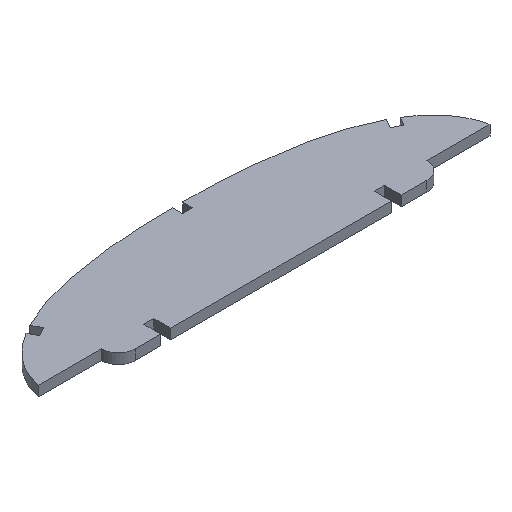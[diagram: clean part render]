
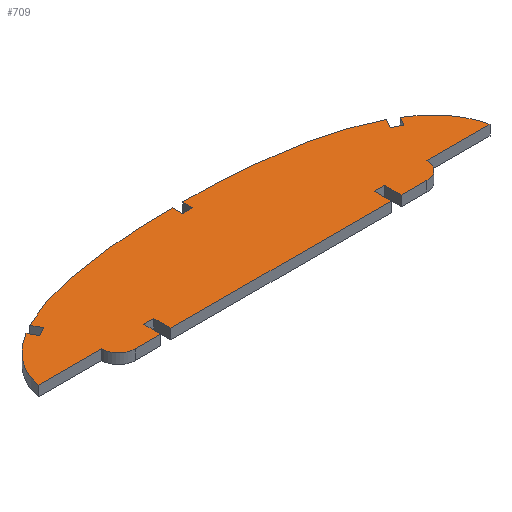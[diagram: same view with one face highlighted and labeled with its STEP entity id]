
A CAD part, isometric view. The second image highlights one B-rep face of the part: STEP entity #709.
In plain terms, the highlighted planar face has unit normal (0, 0, 1).
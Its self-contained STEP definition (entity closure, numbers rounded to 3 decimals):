
#45=CARTESIAN_POINT('Vertex',(133.249,195.,6.)) ;
#60=CARTESIAN_POINT('Vertex',(110.353,225.077,6.)) ;
#64=CARTESIAN_POINT('Control Point',(133.249,195.,6.)) ;
#65=CARTESIAN_POINT('Control Point',(130.52,207.125,6.)) ;
#66=CARTESIAN_POINT('Control Point',(123.765,216.398,6.)) ;
#67=CARTESIAN_POINT('Control Point',(110.353,225.077,6.)) ;
#92=CARTESIAN_POINT('Vertex',(107.37,219.871,6.)) ;
#95=CARTESIAN_POINT('Line Origine',(108.861,222.474,6.)) ;
#123=CARTESIAN_POINT('Vertex',(102.164,222.853,6.)) ;
#126=CARTESIAN_POINT('Line Origine',(104.767,221.362,6.)) ;
#154=CARTESIAN_POINT('Vertex',(105.146,228.059,6.)) ;
#157=CARTESIAN_POINT('Line Origine',(103.655,225.456,6.)) ;
#189=CARTESIAN_POINT('Vertex',(3.001,245.987,6.)) ;
#193=CARTESIAN_POINT('Control Point',(105.146,228.059,6.)) ;
#194=CARTESIAN_POINT('Control Point',(79.432,241.875,6.)) ;
#195=CARTESIAN_POINT('Control Point',(37.569,245.987,6.)) ;
#196=CARTESIAN_POINT('Control Point',(3.001,245.987,6.)) ;
#221=CARTESIAN_POINT('Vertex',(3.,239.987,6.)) ;
#224=CARTESIAN_POINT('Line Origine',(3.,242.987,6.)) ;
#252=CARTESIAN_POINT('Vertex',(-3.,239.987,6.)) ;
#255=CARTESIAN_POINT('Line Origine',(0.,239.987,6.)) ;
#285=CARTESIAN_POINT('Vertex',(65.,185.,6.)) ;
#288=CARTESIAN_POINT('Line Origine',(0.,185.,6.)) ;
#292=CARTESIAN_POINT('Vertex',(-65.,185.,6.)) ;
#323=CARTESIAN_POINT('Vertex',(65.,195.,6.)) ;
#326=CARTESIAN_POINT('Line Origine',(65.,190.,6.)) ;
#354=CARTESIAN_POINT('Vertex',(71.,195.,6.)) ;
#357=CARTESIAN_POINT('Line Origine',(68.,195.,6.)) ;
#385=CARTESIAN_POINT('Vertex',(71.,185.,6.)) ;
#388=CARTESIAN_POINT('Line Origine',(71.,190.,6.)) ;
#411=CARTESIAN_POINT('Vertex',(86.,185.,6.)) ;
#414=CARTESIAN_POINT('Line Origine',(78.5,185.,6.)) ;
#442=CARTESIAN_POINT('Vertex',(96.,195.,6.)) ;
#445=CARTESIAN_POINT('Axis2P3D Location',(86.,195.,6.)) ;
#462=CARTESIAN_POINT('Line Origine',(114.624,195.,6.)) ;
#592=CARTESIAN_POINT('Axis2P3D Location',(0.,0.,6.)) ;
#597=CARTESIAN_POINT('Line Origine',(-3.,242.987,6.)) ;
#601=CARTESIAN_POINT('Vertex',(-3.001,245.987,6.)) ;
#605=CARTESIAN_POINT('Control Point',(-105.146,228.059,6.)) ;
#606=CARTESIAN_POINT('Control Point',(-79.432,241.875,6.)) ;
#607=CARTESIAN_POINT('Control Point',(-37.569,245.987,6.)) ;
#608=CARTESIAN_POINT('Control Point',(-3.001,245.987,6.)) ;
#609=CARTESIAN_POINT('Vertex',(-105.146,228.059,6.)) ;
#612=CARTESIAN_POINT('Line Origine',(-103.655,225.456,6.)) ;
#616=CARTESIAN_POINT('Vertex',(-102.164,222.853,6.)) ;
#619=CARTESIAN_POINT('Line Origine',(-104.767,221.362,6.)) ;
#623=CARTESIAN_POINT('Vertex',(-107.37,219.871,6.)) ;
#626=CARTESIAN_POINT('Line Origine',(-108.861,222.474,6.)) ;
#630=CARTESIAN_POINT('Vertex',(-110.353,225.077,6.)) ;
#634=CARTESIAN_POINT('Control Point',(-133.249,195.,6.)) ;
#635=CARTESIAN_POINT('Control Point',(-130.52,207.125,6.)) ;
#636=CARTESIAN_POINT('Control Point',(-123.765,216.398,6.)) ;
#637=CARTESIAN_POINT('Control Point',(-110.353,225.077,6.)) ;
#638=CARTESIAN_POINT('Vertex',(-133.249,195.,6.)) ;
#641=CARTESIAN_POINT('Line Origine',(-114.624,195.,6.)) ;
#645=CARTESIAN_POINT('Vertex',(-96.,195.,6.)) ;
#648=CARTESIAN_POINT('Axis2P3D Location',(-86.,195.,6.)) ;
#652=CARTESIAN_POINT('Vertex',(-86.,185.,6.)) ;
#655=CARTESIAN_POINT('Line Origine',(-78.5,185.,6.)) ;
#659=CARTESIAN_POINT('Vertex',(-71.,185.,6.)) ;
#662=CARTESIAN_POINT('Line Origine',(-71.,190.,6.)) ;
#666=CARTESIAN_POINT('Vertex',(-71.,195.,6.)) ;
#669=CARTESIAN_POINT('Line Origine',(-68.,195.,6.)) ;
#673=CARTESIAN_POINT('Vertex',(-65.,195.,6.)) ;
#676=CARTESIAN_POINT('Line Origine',(-65.,190.,6.)) ;
#97=VECTOR('Line Direction',#96,1.) ;
#128=VECTOR('Line Direction',#127,1.) ;
#159=VECTOR('Line Direction',#158,1.) ;
#226=VECTOR('Line Direction',#225,1.) ;
#257=VECTOR('Line Direction',#256,1.) ;
#290=VECTOR('Line Direction',#289,1.) ;
#328=VECTOR('Line Direction',#327,1.) ;
#359=VECTOR('Line Direction',#358,1.) ;
#390=VECTOR('Line Direction',#389,1.) ;
#416=VECTOR('Line Direction',#415,1.) ;
#464=VECTOR('Line Direction',#463,1.) ;
#599=VECTOR('Line Direction',#598,1.) ;
#614=VECTOR('Line Direction',#613,1.) ;
#621=VECTOR('Line Direction',#620,1.) ;
#628=VECTOR('Line Direction',#627,1.) ;
#643=VECTOR('Line Direction',#642,1.) ;
#657=VECTOR('Line Direction',#656,1.) ;
#664=VECTOR('Line Direction',#663,1.) ;
#671=VECTOR('Line Direction',#670,1.) ;
#678=VECTOR('Line Direction',#677,1.) ;
#96=DIRECTION('Vector Direction',(-0.497,-0.868,0.)) ;
#127=DIRECTION('Vector Direction',(0.868,-0.497,0.)) ;
#158=DIRECTION('Vector Direction',(-0.497,-0.868,0.)) ;
#225=DIRECTION('Vector Direction',(0.,-1.,0.)) ;
#256=DIRECTION('Vector Direction',(-1.,0.,0.)) ;
#289=DIRECTION('Vector Direction',(1.,0.,0.)) ;
#327=DIRECTION('Vector Direction',(0.,1.,0.)) ;
#358=DIRECTION('Vector Direction',(1.,0.,0.)) ;
#389=DIRECTION('Vector Direction',(0.,-1.,0.)) ;
#415=DIRECTION('Vector Direction',(1.,0.,0.)) ;
#446=DIRECTION('Axis2P3D Direction',(0.,0.,1.)) ;
#463=DIRECTION('Vector Direction',(-1.,0.,0.)) ;
#593=DIRECTION('Axis2P3D Direction',(0.,0.,1.)) ;
#594=DIRECTION('Axis2P3D XDirection',(1.,0.,0.)) ;
#598=DIRECTION('Vector Direction',(0.,-1.,0.)) ;
#613=DIRECTION('Vector Direction',(0.497,-0.868,0.)) ;
#620=DIRECTION('Vector Direction',(-0.868,-0.497,0.)) ;
#627=DIRECTION('Vector Direction',(0.497,-0.868,0.)) ;
#642=DIRECTION('Vector Direction',(-1.,0.,0.)) ;
#649=DIRECTION('Axis2P3D Direction',(0.,0.,1.)) ;
#656=DIRECTION('Vector Direction',(1.,0.,0.)) ;
#663=DIRECTION('Vector Direction',(0.,-1.,0.)) ;
#670=DIRECTION('Vector Direction',(1.,0.,0.)) ;
#677=DIRECTION('Vector Direction',(0.,1.,0.)) ;
#447=AXIS2_PLACEMENT_3D('Circle Axis2P3D',#445,#446,$) ;
#595=AXIS2_PLACEMENT_3D('Plane Axis2P3D',#592,#593,#594) ;
#650=AXIS2_PLACEMENT_3D('Circle Axis2P3D',#648,#649,$) ;
#98=LINE('Line',#95,#97) ;
#129=LINE('Line',#126,#128) ;
#160=LINE('Line',#157,#159) ;
#227=LINE('Line',#224,#226) ;
#258=LINE('Line',#255,#257) ;
#291=LINE('Line',#288,#290) ;
#329=LINE('Line',#326,#328) ;
#360=LINE('Line',#357,#359) ;
#391=LINE('Line',#388,#390) ;
#417=LINE('Line',#414,#416) ;
#465=LINE('Line',#462,#464) ;
#600=LINE('Line',#597,#599) ;
#615=LINE('Line',#612,#614) ;
#622=LINE('Line',#619,#621) ;
#629=LINE('Line',#626,#628) ;
#644=LINE('Line',#641,#643) ;
#658=LINE('Line',#655,#657) ;
#665=LINE('Line',#662,#664) ;
#672=LINE('Line',#669,#671) ;
#679=LINE('Line',#676,#678) ;
#448=CIRCLE('generated circle',#447,10.) ;
#651=CIRCLE('generated circle',#650,10.) ;
#596=PLANE('',#595) ;
#68=EDGE_CURVE('',#46,#61,#63,.T.) ;
#99=EDGE_CURVE('',#61,#93,#98,.T.) ;
#130=EDGE_CURVE('',#93,#124,#129,.F.) ;
#161=EDGE_CURVE('',#124,#155,#160,.F.) ;
#197=EDGE_CURVE('',#155,#190,#192,.T.) ;
#228=EDGE_CURVE('',#190,#222,#227,.T.) ;
#259=EDGE_CURVE('',#253,#222,#258,.F.) ;
#294=EDGE_CURVE('',#286,#293,#291,.F.) ;
#330=EDGE_CURVE('',#286,#324,#329,.T.) ;
#361=EDGE_CURVE('',#324,#355,#360,.T.) ;
#392=EDGE_CURVE('',#355,#386,#391,.T.) ;
#418=EDGE_CURVE('',#386,#412,#417,.T.) ;
#449=EDGE_CURVE('',#412,#443,#448,.T.) ;
#466=EDGE_CURVE('',#443,#46,#465,.F.) ;
#603=EDGE_CURVE('',#602,#253,#600,.T.) ;
#611=EDGE_CURVE('',#610,#602,#604,.T.) ;
#618=EDGE_CURVE('',#617,#610,#615,.F.) ;
#625=EDGE_CURVE('',#624,#617,#622,.F.) ;
#632=EDGE_CURVE('',#631,#624,#629,.T.) ;
#640=EDGE_CURVE('',#639,#631,#633,.T.) ;
#647=EDGE_CURVE('',#646,#639,#644,.T.) ;
#654=EDGE_CURVE('',#653,#646,#651,.F.) ;
#661=EDGE_CURVE('',#660,#653,#658,.F.) ;
#668=EDGE_CURVE('',#667,#660,#665,.T.) ;
#675=EDGE_CURVE('',#674,#667,#672,.F.) ;
#680=EDGE_CURVE('',#293,#674,#679,.T.) ;
#682=ORIENTED_EDGE('',*,*,#68,.T.) ;
#683=ORIENTED_EDGE('',*,*,#99,.T.) ;
#684=ORIENTED_EDGE('',*,*,#130,.T.) ;
#685=ORIENTED_EDGE('',*,*,#161,.T.) ;
#686=ORIENTED_EDGE('',*,*,#197,.T.) ;
#687=ORIENTED_EDGE('',*,*,#228,.T.) ;
#688=ORIENTED_EDGE('',*,*,#259,.F.) ;
#689=ORIENTED_EDGE('',*,*,#603,.F.) ;
#690=ORIENTED_EDGE('',*,*,#611,.F.) ;
#691=ORIENTED_EDGE('',*,*,#618,.F.) ;
#692=ORIENTED_EDGE('',*,*,#625,.F.) ;
#693=ORIENTED_EDGE('',*,*,#632,.F.) ;
#694=ORIENTED_EDGE('',*,*,#640,.F.) ;
#695=ORIENTED_EDGE('',*,*,#647,.F.) ;
#696=ORIENTED_EDGE('',*,*,#654,.F.) ;
#697=ORIENTED_EDGE('',*,*,#661,.F.) ;
#698=ORIENTED_EDGE('',*,*,#668,.F.) ;
#699=ORIENTED_EDGE('',*,*,#675,.F.) ;
#700=ORIENTED_EDGE('',*,*,#680,.F.) ;
#701=ORIENTED_EDGE('',*,*,#294,.F.) ;
#702=ORIENTED_EDGE('',*,*,#330,.T.) ;
#703=ORIENTED_EDGE('',*,*,#361,.T.) ;
#704=ORIENTED_EDGE('',*,*,#392,.T.) ;
#705=ORIENTED_EDGE('',*,*,#418,.T.) ;
#706=ORIENTED_EDGE('',*,*,#449,.T.) ;
#707=ORIENTED_EDGE('',*,*,#466,.T.) ;
#681=EDGE_LOOP('',(#682,#683,#684,#685,#686,#687,#688,#689,#690,#691,#692,#693,#694,#695,#696,#697,#698,#699,#700,#701,#702,#703,#704,#705,#706,#707)) ;
#46=VERTEX_POINT('',#45) ;
#61=VERTEX_POINT('',#60) ;
#93=VERTEX_POINT('',#92) ;
#124=VERTEX_POINT('',#123) ;
#155=VERTEX_POINT('',#154) ;
#190=VERTEX_POINT('',#189) ;
#222=VERTEX_POINT('',#221) ;
#253=VERTEX_POINT('',#252) ;
#286=VERTEX_POINT('',#285) ;
#293=VERTEX_POINT('',#292) ;
#324=VERTEX_POINT('',#323) ;
#355=VERTEX_POINT('',#354) ;
#386=VERTEX_POINT('',#385) ;
#412=VERTEX_POINT('',#411) ;
#443=VERTEX_POINT('',#442) ;
#602=VERTEX_POINT('',#601) ;
#610=VERTEX_POINT('',#609) ;
#617=VERTEX_POINT('',#616) ;
#624=VERTEX_POINT('',#623) ;
#631=VERTEX_POINT('',#630) ;
#639=VERTEX_POINT('',#638) ;
#646=VERTEX_POINT('',#645) ;
#653=VERTEX_POINT('',#652) ;
#660=VERTEX_POINT('',#659) ;
#667=VERTEX_POINT('',#666) ;
#674=VERTEX_POINT('',#673) ;
#709=ADVANCED_FACE('PartBody',(#708),#596,.T.) ;
#63=B_SPLINE_CURVE_WITH_KNOTS('',3,(#64,#65,#66,#67),.UNSPECIFIED.,.F.,.U.,(4,4),(500000.,500003.5),.UNSPECIFIED.) ;
#192=B_SPLINE_CURVE_WITH_KNOTS('',3,(#193,#194,#195,#196),.UNSPECIFIED.,.F.,.U.,(4,4),(500000.,500001.182),.UNSPECIFIED.) ;
#604=B_SPLINE_CURVE_WITH_KNOTS('',3,(#605,#606,#607,#608),.UNSPECIFIED.,.F.,.U.,(4,4),(0.,105.823),.UNSPECIFIED.) ;
#633=B_SPLINE_CURVE_WITH_KNOTS('',3,(#634,#635,#636,#637),.UNSPECIFIED.,.F.,.U.,(4,4),(0.,39.877),.UNSPECIFIED.) ;
#708=FACE_OUTER_BOUND('',#681,.T.) ;
